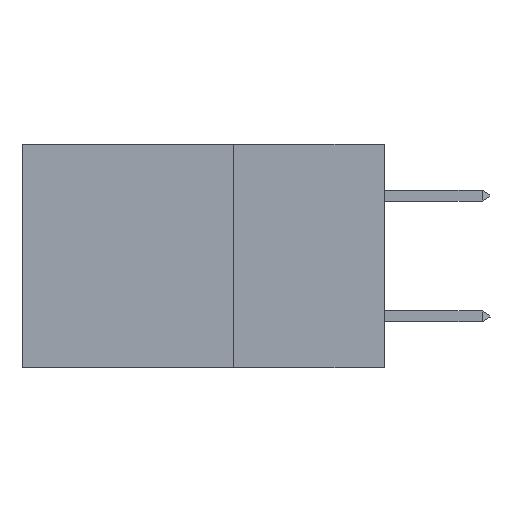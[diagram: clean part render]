
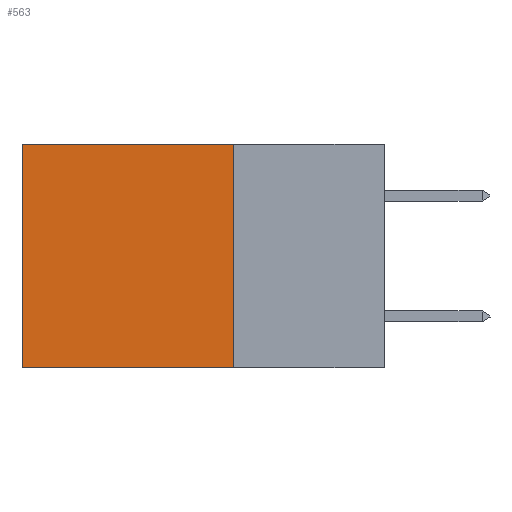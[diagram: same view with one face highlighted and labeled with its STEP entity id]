
A CAD part, left-side view. The second image highlights one B-rep face of the part: STEP entity #563.
In plain terms, the highlighted planar face has unit normal (-1, 0, 0).
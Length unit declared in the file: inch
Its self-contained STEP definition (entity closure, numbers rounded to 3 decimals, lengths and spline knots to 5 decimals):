
#546 = FACE_OUTER_BOUND ( 'NONE', #1413, .T. ) ;
#563 = ADVANCED_FACE ( 'NONE', ( #546 ), #11308, .F. ) ;
#774 = EDGE_CURVE ( 'NONE', #4373, #10760, #9275, .T. ) ;
#1239 = CARTESIAN_POINT ( 'NONE',  ( 0.2875, 0.25, 0. ) ) ;
#1241 = DIRECTION ( 'NONE',  ( 0., 0., -1. ) ) ;
#1413 = EDGE_LOOP ( 'NONE', ( #1597, #5677, #3613, #6542 ) ) ;
#1597 = ORIENTED_EDGE ( 'NONE', *, *, #10158, .T. ) ;
#1855 = AXIS2_PLACEMENT_3D ( 'NONE', #8696, #12182, #12260 ) ;
#2284 = VERTEX_POINT ( 'NONE', #6404 ) ;
#2623 = CARTESIAN_POINT ( 'NONE',  ( 0.2875, 0.6, 0. ) ) ;
#3248 = VECTOR ( 'NONE', #6602, 39.37008 ) ;
#3559 = LINE ( 'NONE', #9541, #3248 ) ;
#3613 = ORIENTED_EDGE ( 'NONE', *, *, #6192, .F. ) ;
#3718 = LINE ( 'NONE', #9146, #11224 ) ;
#4373 = VERTEX_POINT ( 'NONE', #1239 ) ;
#4902 = CARTESIAN_POINT ( 'NONE',  ( 0.2875, 0.25, 0. ) ) ;
#5127 = DIRECTION ( 'NONE',  ( 0., 1., 0. ) ) ;
#5677 = ORIENTED_EDGE ( 'NONE', *, *, #5761, .F. ) ;
#5761 = EDGE_CURVE ( 'NONE', #2284, #12587, #3559, .T. ) ;
#6192 = EDGE_CURVE ( 'NONE', #4373, #2284, #3718, .T. ) ;
#6404 = CARTESIAN_POINT ( 'NONE',  ( 0.2875, 0.25, -0.37 ) ) ;
#6542 = ORIENTED_EDGE ( 'NONE', *, *, #774, .T. ) ;
#6602 = DIRECTION ( 'NONE',  ( 0., 1., 0. ) ) ;
#7845 = CARTESIAN_POINT ( 'NONE',  ( 0.2875, 0.6, -0.37 ) ) ;
#8696 = CARTESIAN_POINT ( 'NONE',  ( 0.2875, 0.25, 0. ) ) ;
#9146 = CARTESIAN_POINT ( 'NONE',  ( 0.2875, 0.25, 0. ) ) ;
#9275 = LINE ( 'NONE', #4902, #11512 ) ;
#9534 = DIRECTION ( 'NONE',  ( 0., 0., -1. ) ) ;
#9541 = CARTESIAN_POINT ( 'NONE',  ( 0.2875, 0.25, -0.37 ) ) ;
#9789 = LINE ( 'NONE', #2623, #10071 ) ;
#10071 = VECTOR ( 'NONE', #9534, 39.37008 ) ;
#10158 = EDGE_CURVE ( 'NONE', #10760, #12587, #9789, .T. ) ;
#10357 = CARTESIAN_POINT ( 'NONE',  ( 0.2875, 0.6, 0. ) ) ;
#10760 = VERTEX_POINT ( 'NONE', #10357 ) ;
#11224 = VECTOR ( 'NONE', #1241, 39.37008 ) ;
#11308 = PLANE ( 'NONE',  #1855 ) ;
#11512 = VECTOR ( 'NONE', #5127, 39.37008 ) ;
#12182 = DIRECTION ( 'NONE',  ( 1., 0., 0. ) ) ;
#12260 = DIRECTION ( 'NONE',  ( 0., 0., -1. ) ) ;
#12587 = VERTEX_POINT ( 'NONE', #7845 ) ;
